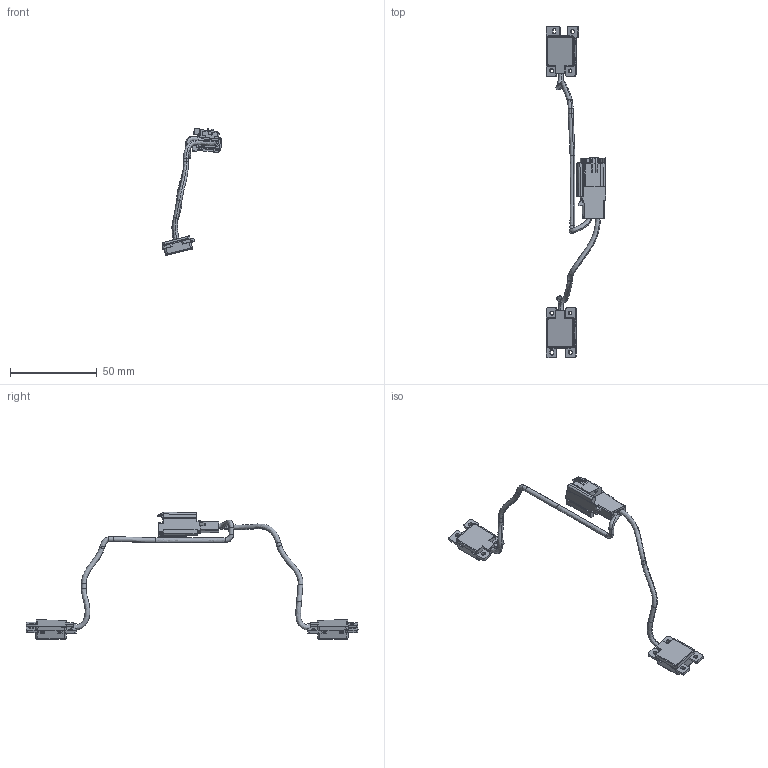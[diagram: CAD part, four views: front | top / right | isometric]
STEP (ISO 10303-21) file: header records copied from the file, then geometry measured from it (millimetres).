
FILE_DESCRIPTION(/* description */ ('None','CAx-IF Rec.Pracs.---User Defined Attributes---1.5---2016-08-15'),/* implementation_level */ '2;1');
FILE_NAME(/* name */ 'R2AT-19A391-A-8-MIKE ASY MBL TEL (View)',/* time_stamp */ '2023-08-14T13:19:57+08:00',/* author */ ('None'),/* organization */ ('None'),/* preprocessor_version */ 'ST-DEVELOPER v16.7',/* originating_system */ 'jt_step 2.3.0 translator',/* authorisation */ ' ');
FILE_SCHEMA (('AUTOMOTIVE_DESIGN {1 0 10303 214 3 1 1}'));
Products named in the file (6): R2AT-19A391-A-8-MIKE ASY MBL TEL (View); R2AT-19A391-A-PIA-01/1-CONNECTOR; R2AT-19A391-A-PIA-02/1-WIRE SHORT; R2AT-19A391-A-PIA-03/1-WIRE LONG; R2AT-19A391-A-PIA-04/1-MIC1; R2AT-19A391-A-PIA-05/1-MIC2
Assembly tree (5 placements, depth 2):
  R2AT-19A391-A-8-MIKE ASY MBL TEL (View)
    R2AT-19A391-A-PIA-01/1-CONNECTOR
    R2AT-19A391-A-PIA-02/1-WIRE SHORT
    R2AT-19A391-A-PIA-03/1-WIRE LONG
    R2AT-19A391-A-PIA-04/1-MIC1
    R2AT-19A391-A-PIA-05/1-MIC2
Bounding box: 34.46 x 191.44 x 73.31 mm (x, y, z)
Volume: 7233.5 mm3; surface area: 12002 mm2
Topology: 5 solids, 9 shells, 1344 faces, 3797 edges, 2474 vertices
Faces by surface type: plane 840, cylinder 329, cone 71, bspline 65, torus 28, sphere 11
Full cylindrical faces by diameter (mm): 0.5 x2, 1.3 x4, 2 x2, 2.1 x2, 2.3 x4, 3 x1, 5 x4, 6 x2
Entity records: 50772 total; most frequent: CARTESIAN_POINT 16626, ORIENTED_EDGE 7492, DIRECTION 5770, EDGE_CURVE 3746, VERTEX_POINT 2451, LINE 2376, VECTOR 2376, AXIS2_PLACEMENT_3D 1697
